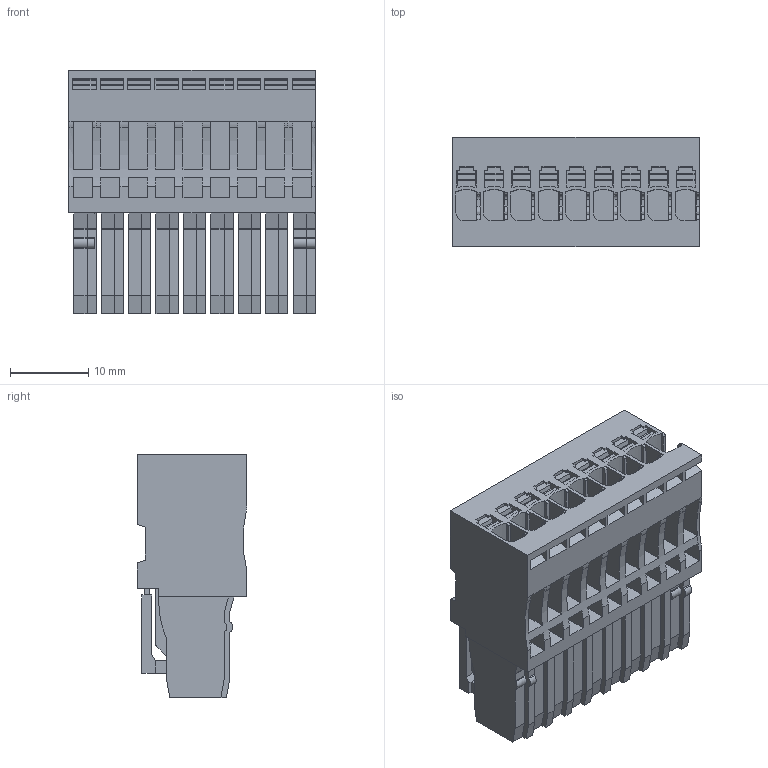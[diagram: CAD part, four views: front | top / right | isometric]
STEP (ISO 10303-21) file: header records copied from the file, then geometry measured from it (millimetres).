
FILE_DESCRIPTION(('CATIA V5R24 STEP','CAx-IF Rec.Pracs.--- Model Styling and Organization---1.2---2011-12-15'),'2;1');
FILE_NAME ('D1462758_0', '2017-02-15T07:40:17+00:00', ('Weidmueller Interface'), ('Weidmueller'), 'CATIA Version 5-6 Release 2014 SP4 HF52', 'CATIA V5 STEP AP214', 'none');
FILE_SCHEMA(('AUTOMOTIVE_DESIGN { 1 0 10303 214 1 1 1 1 }'));
Products named in the file (1): v5-standard_part
Bounding box: 31.5 x 14 x 31.15 mm (x, y, z)
Volume: 8506.3 mm3; surface area: 11032.1 mm2
Topology: 10 solids, 65 shells, 2298 faces, 6344 edges, 4228 vertices
Faces by surface type: plane 1728, cylinder 570
Entity records: 70799 total; most frequent: CARTESIAN_POINT 13207, ORIENTED_EDGE 12688, DIRECTION 9183, EDGE_CURVE 6344, VECTOR 5114, LINE 5114, VERTEX_POINT 4228, AXIS2_PLACEMENT_3D 2590
